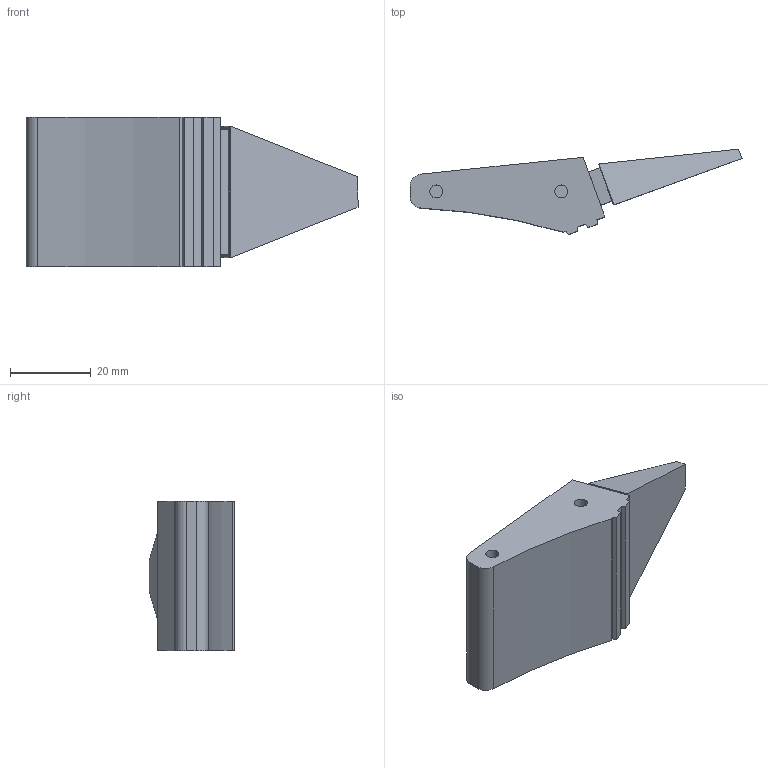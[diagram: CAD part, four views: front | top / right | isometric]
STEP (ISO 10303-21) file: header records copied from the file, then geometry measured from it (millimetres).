
FILE_DESCRIPTION (( 'STEP AP214' ), '1' );
FILE_NAME ('gripper_finger.STEP', '2025-05-27T14:01:23', ( '' ), ( '' ), 'SwSTEP 2.0', 'SolidWorks 2025', '' );
FILE_SCHEMA (( 'AUTOMOTIVE_DESIGN' ));
Length unit declared in the file: millimetre
Products named in the file (1): gripper_finger_default
Bounding box: 82.33 x 21.23 x 37 mm (x, y, z)
Volume: 27879.1 mm3; surface area: 7690.1 mm2
Topology: 1 solids, 1 shells, 43 faces, 105 edges, 70 vertices
Faces by surface type: plane 32, cylinder 11
Entity records: 1284 total; most frequent: CARTESIAN_POINT 219, DIRECTION 215, ORIENTED_EDGE 210, EDGE_CURVE 105, LINE 83, VECTOR 83, VERTEX_POINT 70, AXIS2_PLACEMENT_3D 66
